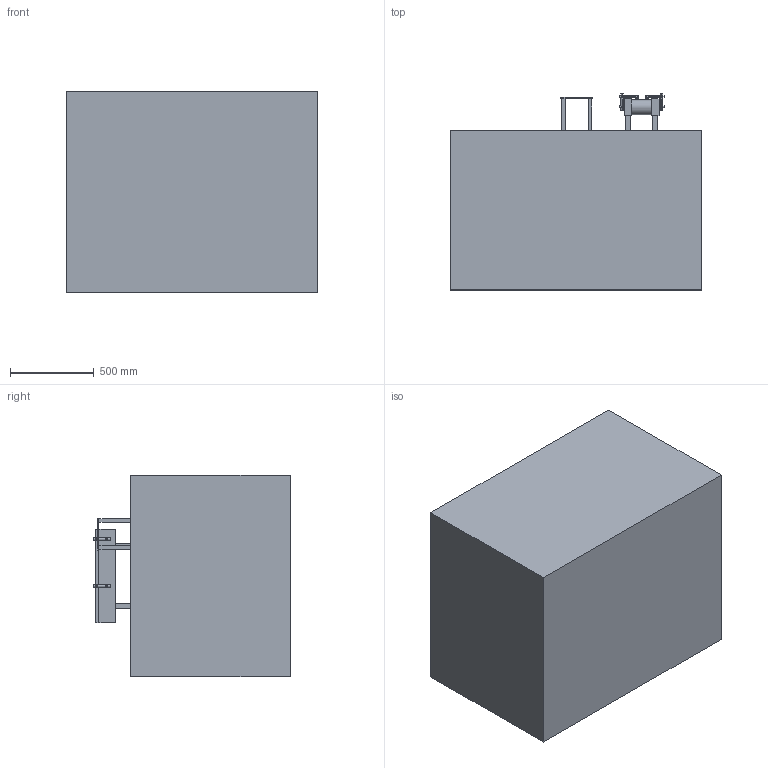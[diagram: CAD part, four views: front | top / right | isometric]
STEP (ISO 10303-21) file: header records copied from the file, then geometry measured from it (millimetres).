
FILE_DESCRIPTION (( 'STEP AP203' ), '1' );
FILE_NAME ('錨璃1.STEP', '2023-06-23T14:35:32', ( '' ), ( '' ), 'SwSTEP 2.0', 'SolidWorks 2022', '' );
FILE_SCHEMA (( 'CONFIG_CONTROL_DESIGN' ));
Length unit declared in the file: millimetre
Products named in the file (1): 零件1
Bounding box: 1500 x 1170 x 1200 mm (x, y, z)
Volume: 1722004173.4 mm3; surface area: 9434881.1 mm2
Topology: 4 solids, 4 shells, 168 faces, 392 edges, 260 vertices
Faces by surface type: plane 118, cylinder 50
Entity records: 6011 total; most frequent: CARTESIAN_POINT 2029, ORIENTED_EDGE 784, DIRECTION 770, EDGE_CURVE 392, LINE 288, VECTOR 288, VERTEX_POINT 260, AXIS2_PLACEMENT_3D 241
